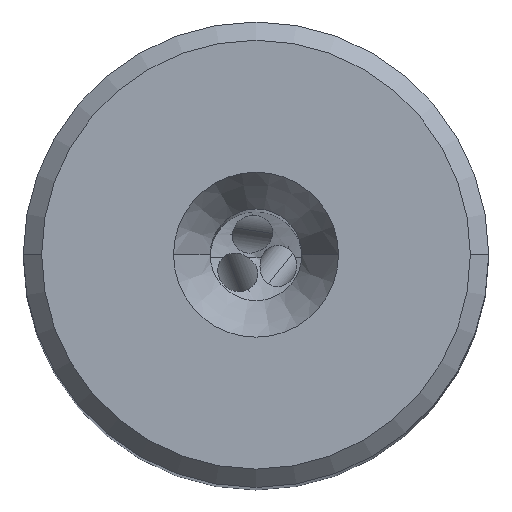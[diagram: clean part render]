
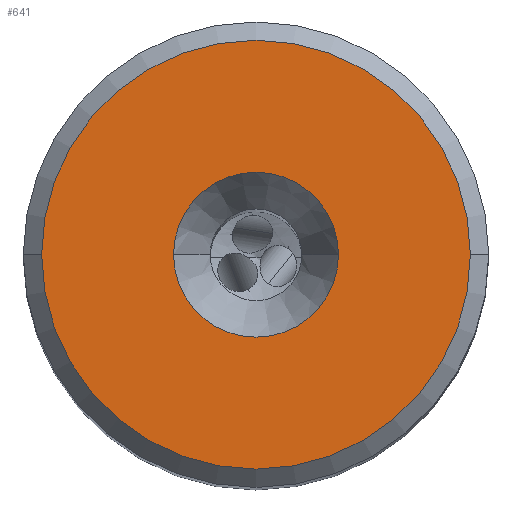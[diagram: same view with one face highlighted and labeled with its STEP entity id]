
A CAD part, top view. The second image highlights one B-rep face of the part: STEP entity #641.
In plain terms, the highlighted planar face has unit normal (0, 0, 1).
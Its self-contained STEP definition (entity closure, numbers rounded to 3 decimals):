
#641=ADVANCED_FACE('',(#862,#863),#831,.T.);
#831=PLANE('',#5852);
#862=FACE_BOUND('',#1001,.T.);
#863=FACE_BOUND('',#1002,.T.);
#1001=EDGE_LOOP('',(#2786,#2787));
#1002=EDGE_LOOP('',(#2788,#2789));
#1745=CIRCLE('',#5844,11.7);
#1746=CIRCLE('',#5846,11.7);
#1748=CIRCLE('',#5850,4.5);
#1749=CIRCLE('',#5851,4.5);
#2786=ORIENTED_EDGE('',*,*,#4665,.F.);
#2787=ORIENTED_EDGE('',*,*,#4663,.F.);
#2788=ORIENTED_EDGE('',*,*,#4667,.F.);
#2789=ORIENTED_EDGE('',*,*,#4668,.F.);
#3957=VERTEX_POINT('',#11782);
#3958=VERTEX_POINT('',#11784);
#3959=VERTEX_POINT('',#11792);
#3960=VERTEX_POINT('',#11793);
#4663=EDGE_CURVE('',#3957,#3958,#1745,.T.);
#4665=EDGE_CURVE('',#3958,#3957,#1746,.T.);
#4667=EDGE_CURVE('',#3959,#3960,#1748,.T.);
#4668=EDGE_CURVE('',#3960,#3959,#1749,.T.);
#5844=AXIS2_PLACEMENT_3D('',#11783,#6852,#6853);
#5846=AXIS2_PLACEMENT_3D('',#11787,#6857,#6858);
#5850=AXIS2_PLACEMENT_3D('',#11791,#6865,#6866);
#5851=AXIS2_PLACEMENT_3D('',#11794,#6867,#6868);
#5852=AXIS2_PLACEMENT_3D('',#11795,#6869,#6870);
#6852=DIRECTION('',(0.,0.,-1.));
#6853=DIRECTION('',(1.,0.,0.));
#6857=DIRECTION('',(0.,0.,-1.));
#6858=DIRECTION('',(-1.,0.,0.));
#6865=DIRECTION('',(0.,0.,1.));
#6866=DIRECTION('',(-1.,0.,0.));
#6867=DIRECTION('',(0.,0.,1.));
#6868=DIRECTION('',(1.,0.,0.));
#6869=DIRECTION('',(0.,0.,1.));
#6870=DIRECTION('',(1.,0.,0.));
#11782=CARTESIAN_POINT('',(11.7,0.,0.));
#11783=CARTESIAN_POINT('',(0.,0.,0.));
#11784=CARTESIAN_POINT('',(-11.7,0.,0.));
#11787=CARTESIAN_POINT('',(0.,0.,0.));
#11791=CARTESIAN_POINT('',(0.,0.,0.));
#11792=CARTESIAN_POINT('',(-4.5,0.,0.));
#11793=CARTESIAN_POINT('',(4.5,0.,0.));
#11794=CARTESIAN_POINT('',(0.,0.,0.));
#11795=CARTESIAN_POINT('',(0.,0.,0.));
